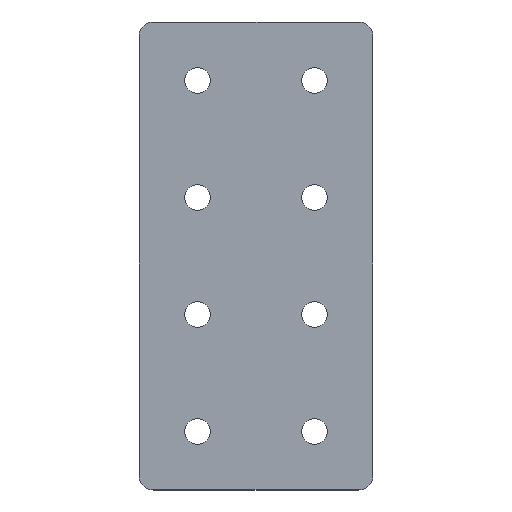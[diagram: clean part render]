
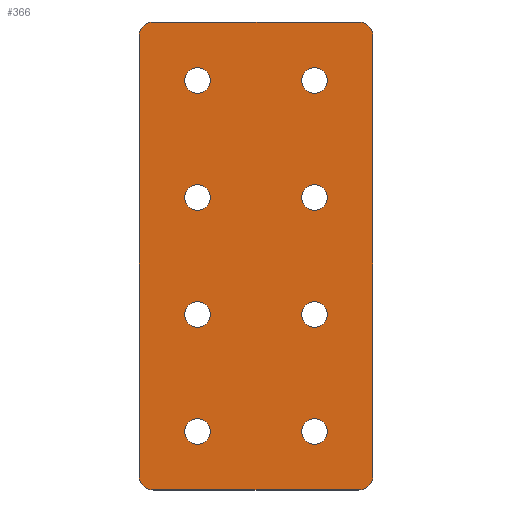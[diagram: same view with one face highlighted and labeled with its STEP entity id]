
A CAD part, top view. The second image highlights one B-rep face of the part: STEP entity #366.
In plain terms, the highlighted planar face has unit normal (0, 0, 1).
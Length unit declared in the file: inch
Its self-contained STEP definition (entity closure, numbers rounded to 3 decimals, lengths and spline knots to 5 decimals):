
#23=FACE_BOUND('',#81,.T.);
#24=FACE_BOUND('',#82,.T.);
#25=FACE_BOUND('',#83,.T.);
#26=FACE_BOUND('',#84,.T.);
#27=FACE_BOUND('',#85,.T.);
#28=FACE_BOUND('',#86,.T.);
#29=FACE_BOUND('',#87,.T.);
#30=FACE_BOUND('',#88,.T.);
#36=PLANE('',#422);
#54=FACE_OUTER_BOUND('',#80,.T.);
#80=EDGE_LOOP('',(#321,#322,#323,#324,#325,#326,#327,#328));
#81=EDGE_LOOP('',(#329));
#82=EDGE_LOOP('',(#330));
#83=EDGE_LOOP('',(#331));
#84=EDGE_LOOP('',(#332));
#85=EDGE_LOOP('',(#333));
#86=EDGE_LOOP('',(#334));
#87=EDGE_LOOP('',(#335));
#88=EDGE_LOOP('',(#336));
#93=LINE('',#548,#117);
#99=LINE('',#584,#123);
#102=LINE('',#592,#126);
#112=LINE('',#630,#136);
#117=VECTOR('',#437,0.3937);
#123=VECTOR('',#473,0.3937);
#126=VECTOR('',#482,0.3937);
#136=VECTOR('',#530,0.3937);
#137=CIRCLE('',#382,0.125);
#150=CIRCLE('',#398,0.125);
#151=CIRCLE('',#401,0.125);
#152=CIRCLE('',#404,0.125);
#153=CIRCLE('',#406,0.1105);
#154=CIRCLE('',#408,0.1105);
#155=CIRCLE('',#410,0.1105);
#156=CIRCLE('',#412,0.1105);
#157=CIRCLE('',#414,0.1105);
#158=CIRCLE('',#416,0.1105);
#159=CIRCLE('',#418,0.1105);
#160=CIRCLE('',#420,0.1105);
#161=VERTEX_POINT('',#535);
#162=VERTEX_POINT('',#536);
#166=VERTEX_POINT('',#546);
#180=VERTEX_POINT('',#578);
#181=VERTEX_POINT('',#582);
#182=VERTEX_POINT('',#586);
#183=VERTEX_POINT('',#590);
#184=VERTEX_POINT('',#594);
#185=VERTEX_POINT('',#598);
#186=VERTEX_POINT('',#602);
#187=VERTEX_POINT('',#606);
#188=VERTEX_POINT('',#610);
#189=VERTEX_POINT('',#614);
#190=VERTEX_POINT('',#618);
#191=VERTEX_POINT('',#622);
#192=VERTEX_POINT('',#626);
#193=EDGE_CURVE('',#161,#162,#137,.T.);
#199=EDGE_CURVE('',#161,#166,#93,.T.);
#214=EDGE_CURVE('',#180,#166,#150,.T.);
#217=EDGE_CURVE('',#180,#181,#99,.T.);
#218=EDGE_CURVE('',#182,#181,#151,.T.);
#221=EDGE_CURVE('',#182,#183,#102,.T.);
#222=EDGE_CURVE('',#184,#183,#152,.T.);
#224=EDGE_CURVE('',#185,#185,#153,.T.);
#226=EDGE_CURVE('',#186,#186,#154,.T.);
#228=EDGE_CURVE('',#187,#187,#155,.T.);
#230=EDGE_CURVE('',#188,#188,#156,.T.);
#232=EDGE_CURVE('',#189,#189,#157,.T.);
#234=EDGE_CURVE('',#190,#190,#158,.T.);
#236=EDGE_CURVE('',#191,#191,#159,.T.);
#238=EDGE_CURVE('',#192,#192,#160,.T.);
#240=EDGE_CURVE('',#184,#162,#112,.T.);
#321=ORIENTED_EDGE('',*,*,#193,.F.);
#322=ORIENTED_EDGE('',*,*,#199,.T.);
#323=ORIENTED_EDGE('',*,*,#214,.F.);
#324=ORIENTED_EDGE('',*,*,#217,.T.);
#325=ORIENTED_EDGE('',*,*,#218,.F.);
#326=ORIENTED_EDGE('',*,*,#221,.T.);
#327=ORIENTED_EDGE('',*,*,#222,.F.);
#328=ORIENTED_EDGE('',*,*,#240,.T.);
#329=ORIENTED_EDGE('',*,*,#238,.T.);
#330=ORIENTED_EDGE('',*,*,#236,.T.);
#331=ORIENTED_EDGE('',*,*,#234,.T.);
#332=ORIENTED_EDGE('',*,*,#232,.T.);
#333=ORIENTED_EDGE('',*,*,#230,.T.);
#334=ORIENTED_EDGE('',*,*,#228,.T.);
#335=ORIENTED_EDGE('',*,*,#226,.T.);
#336=ORIENTED_EDGE('',*,*,#224,.T.);
#366=ADVANCED_FACE('',(#54,#23,#24,#25,#26,#27,#28,#29,#30),#36,.T.);
#382=AXIS2_PLACEMENT_3D('',#537,#427,#428);
#398=AXIS2_PLACEMENT_3D('',#579,#467,#468);
#401=AXIS2_PLACEMENT_3D('',#587,#476,#477);
#404=AXIS2_PLACEMENT_3D('',#595,#485,#486);
#406=AXIS2_PLACEMENT_3D('',#599,#490,#491);
#408=AXIS2_PLACEMENT_3D('',#603,#495,#496);
#410=AXIS2_PLACEMENT_3D('',#607,#500,#501);
#412=AXIS2_PLACEMENT_3D('',#611,#505,#506);
#414=AXIS2_PLACEMENT_3D('',#615,#510,#511);
#416=AXIS2_PLACEMENT_3D('',#619,#515,#516);
#418=AXIS2_PLACEMENT_3D('',#623,#520,#521);
#420=AXIS2_PLACEMENT_3D('',#627,#525,#526);
#422=AXIS2_PLACEMENT_3D('',#631,#531,#532);
#427=DIRECTION('center_axis',(0.,0.,-1.));
#428=DIRECTION('ref_axis',(-0.707,0.707,0.));
#437=DIRECTION('',(0.,-1.,0.));
#467=DIRECTION('center_axis',(0.,0.,-1.));
#468=DIRECTION('ref_axis',(-0.707,-0.707,0.));
#473=DIRECTION('',(1.,0.,0.));
#476=DIRECTION('center_axis',(0.,0.,-1.));
#477=DIRECTION('ref_axis',(0.707,-0.707,0.));
#482=DIRECTION('',(0.,1.,0.));
#485=DIRECTION('center_axis',(0.,0.,-1.));
#486=DIRECTION('ref_axis',(0.707,0.707,0.));
#490=DIRECTION('center_axis',(0.,0.,-1.));
#491=DIRECTION('ref_axis',(-1.,0.,0.));
#495=DIRECTION('center_axis',(0.,0.,-1.));
#496=DIRECTION('ref_axis',(-1.,0.,0.));
#500=DIRECTION('center_axis',(0.,0.,-1.));
#501=DIRECTION('ref_axis',(-1.,0.,0.));
#505=DIRECTION('center_axis',(0.,0.,-1.));
#506=DIRECTION('ref_axis',(-1.,0.,0.));
#510=DIRECTION('center_axis',(0.,0.,-1.));
#511=DIRECTION('ref_axis',(-1.,0.,0.));
#515=DIRECTION('center_axis',(0.,0.,-1.));
#516=DIRECTION('ref_axis',(-1.,0.,0.));
#520=DIRECTION('center_axis',(0.,0.,-1.));
#521=DIRECTION('ref_axis',(-1.,0.,0.));
#525=DIRECTION('center_axis',(0.,0.,-1.));
#526=DIRECTION('ref_axis',(-1.,0.,0.));
#530=DIRECTION('',(-1.,0.,0.));
#531=DIRECTION('center_axis',(0.,0.,1.));
#532=DIRECTION('ref_axis',(-1.,0.,0.));
#535=CARTESIAN_POINT('',(-8.,-4.125,-0.20079));
#536=CARTESIAN_POINT('',(-7.875,-4.,-0.20079));
#537=CARTESIAN_POINT('Origin',(-7.875,-4.125,-0.20079));
#546=CARTESIAN_POINT('',(-8.,-7.875,-0.20079));
#548=CARTESIAN_POINT('',(-8.,8.,-0.20079));
#578=CARTESIAN_POINT('',(-7.875,-8.,-0.20079));
#579=CARTESIAN_POINT('Origin',(-7.875,-7.875,-0.20079));
#582=CARTESIAN_POINT('',(-6.125,-8.,-0.20079));
#584=CARTESIAN_POINT('',(-8.,-8.,-0.20079));
#586=CARTESIAN_POINT('',(-6.,-7.875,-0.20079));
#587=CARTESIAN_POINT('Origin',(-6.125,-7.875,-0.20079));
#590=CARTESIAN_POINT('',(-6.,-4.125,-0.20079));
#592=CARTESIAN_POINT('',(-6.,-8.,-0.20079));
#594=CARTESIAN_POINT('',(-6.125,-4.,-0.20079));
#595=CARTESIAN_POINT('Origin',(-6.125,-4.125,-0.20079));
#598=CARTESIAN_POINT('',(-7.3895,-4.5,-0.20079));
#599=CARTESIAN_POINT('Origin',(-7.5,-4.5,-0.20079));
#602=CARTESIAN_POINT('',(-6.3895,-4.5,-0.20079));
#603=CARTESIAN_POINT('Origin',(-6.5,-4.5,-0.20079));
#606=CARTESIAN_POINT('',(-6.3895,-7.5,-0.20079));
#607=CARTESIAN_POINT('Origin',(-6.5,-7.5,-0.20079));
#610=CARTESIAN_POINT('',(-7.3895,-6.5,-0.20079));
#611=CARTESIAN_POINT('Origin',(-7.5,-6.5,-0.20079));
#614=CARTESIAN_POINT('',(-7.3895,-5.5,-0.20079));
#615=CARTESIAN_POINT('Origin',(-7.5,-5.5,-0.20079));
#618=CARTESIAN_POINT('',(-6.3895,-6.5,-0.20079));
#619=CARTESIAN_POINT('Origin',(-6.5,-6.5,-0.20079));
#622=CARTESIAN_POINT('',(-6.3895,-5.5,-0.20079));
#623=CARTESIAN_POINT('Origin',(-6.5,-5.5,-0.20079));
#626=CARTESIAN_POINT('',(-7.3895,-7.5,-0.20079));
#627=CARTESIAN_POINT('Origin',(-7.5,-7.5,-0.20079));
#630=CARTESIAN_POINT('',(-6.,-4.,-0.20079));
#631=CARTESIAN_POINT('Origin',(-7.,-6.,-0.20079));
